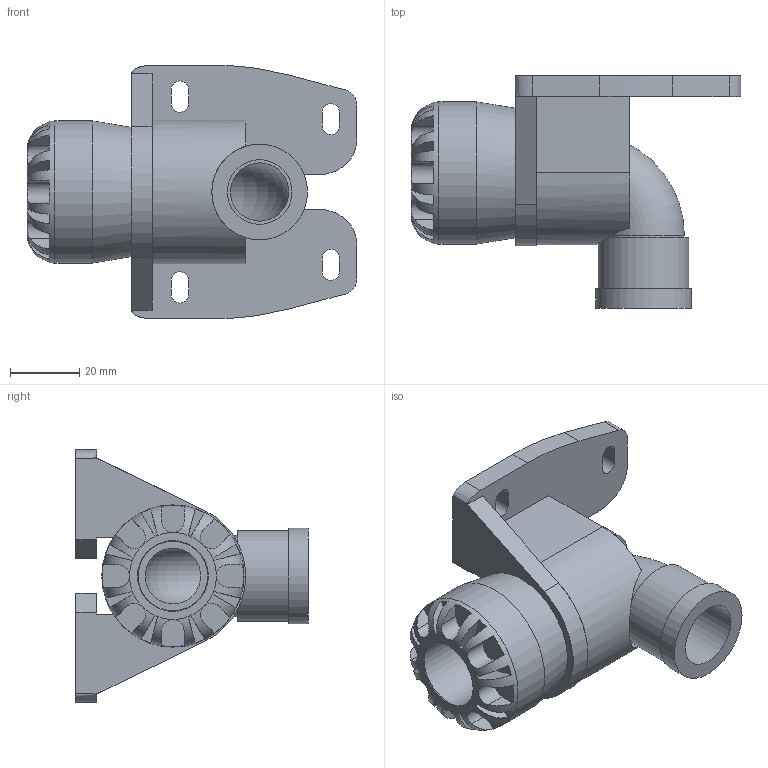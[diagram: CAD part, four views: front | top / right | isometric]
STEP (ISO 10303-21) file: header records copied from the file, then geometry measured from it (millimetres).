
FILE_DESCRIPTION(/* description */ ('PLASSON WALL PLATE ELBOW 20X1/2" SERIES 1'),/* implementation_level */ '2;1');
FILE_NAME(/* name */ '107500020005.ipt.stp',/* time_stamp */ '2017-01-22T11:46:33+02:00',/* author */ ('KIM'),/* organization */ (''),/* preprocessor_version */ 'ST-DEVELOPER v15.6',/* originating_system */ 'Autodesk Inventor 2015',/* authorisation */ '');
FILE_SCHEMA (('AUTOMOTIVE_DESIGN { 1 0 10303 214 3 1 1 }'));
Length unit declared in the file: millimetre
Products named in the file (1): 107500020005
Bounding box: 95 x 67 x 73 mm (x, y, z)
Volume: 87668.3 mm3; surface area: 36554.7 mm2
Topology: 2 solids, 2 shells, 146 faces, 380 edges, 243 vertices
Faces by surface type: plane 94, cylinder 38, bspline 9, torus 4, cone 1
Full cylindrical faces by diameter (mm): 16 x1, 16.768 x1, 18.631 x1, 20 x1, 23.475 x1, 26.083 x1, 27.574 x1, 36.08 x1, 41 x1
Entity records: 5218 total; most frequent: CARTESIAN_POINT 1569, ORIENTED_EDGE 722, DIRECTION 707, EDGE_CURVE 361, AXIS2_PLACEMENT_3D 261, VERTEX_POINT 239, LINE 185, VECTOR 185
